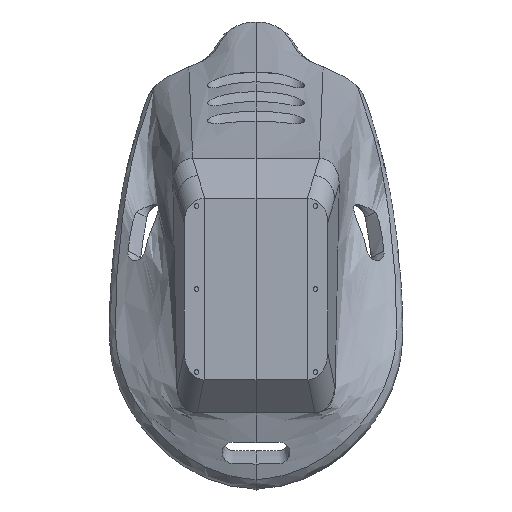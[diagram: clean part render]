
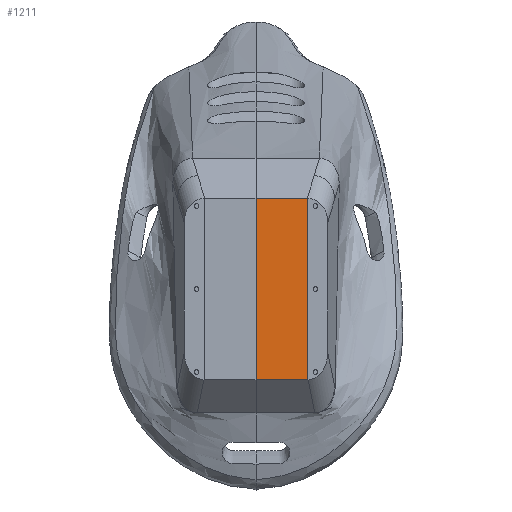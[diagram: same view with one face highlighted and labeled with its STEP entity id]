
A CAD part, front view. The second image highlights one B-rep face of the part: STEP entity #1211.
In plain terms, the highlighted planar face has unit normal (0, -1, 0).
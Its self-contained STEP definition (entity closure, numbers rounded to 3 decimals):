
#36=LINE('',#2453,#91);
#37=LINE('',#2457,#92);
#38=LINE('',#2459,#93);
#39=LINE('',#2460,#94);
#91=VECTOR('',#1335,304.802);
#92=VECTOR('',#1340,86.355);
#93=VECTOR('',#1341,304.8);
#94=VECTOR('',#1342,87.468);
#351=FACE_OUTER_BOUND('',#402,.T.);
#402=EDGE_LOOP('',(#835,#836,#837,#838));
#488=VERTEX_POINT('',#2450);
#489=VERTEX_POINT('',#2452);
#490=VERTEX_POINT('',#2456);
#491=VERTEX_POINT('',#2458);
#635=EDGE_CURVE('',#488,#489,#36,.T.);
#637=EDGE_CURVE('',#490,#488,#37,.T.);
#638=EDGE_CURVE('',#490,#491,#38,.T.);
#639=EDGE_CURVE('',#491,#489,#39,.T.);
#835=ORIENTED_EDGE('',*,*,#637,.F.);
#836=ORIENTED_EDGE('',*,*,#638,.T.);
#837=ORIENTED_EDGE('',*,*,#639,.T.);
#838=ORIENTED_EDGE('',*,*,#635,.F.);
#1194=PLANE('',#1286);
#1211=ADVANCED_FACE('',(#351),#1194,.T.);
#1286=AXIS2_PLACEMENT_3D('',#2455,#1338,#1339);
#1335=DIRECTION('',(0.004,0.,-1.));
#1338=DIRECTION('center_axis',(0.,-1.,0.));
#1339=DIRECTION('ref_axis',(0.,0.,-1.));
#1340=DIRECTION('',(1.,0.,0.));
#1341=DIRECTION('',(0.,0.,-1.));
#1342=DIRECTION('',(1.,0.,0.));
#2450=CARTESIAN_POINT('',(86.355,418.573,-1569.927));
#2452=CARTESIAN_POINT('',(87.468,418.573,-1874.727));
#2453=CARTESIAN_POINT('',(86.355,418.573,-1569.927));
#2455=CARTESIAN_POINT('Origin',(0.,418.573,-1569.927));
#2456=CARTESIAN_POINT('',(0.,418.573,-1569.927));
#2457=CARTESIAN_POINT('',(0.,418.573,-1569.927));
#2458=CARTESIAN_POINT('',(0.,418.573,-1874.727));
#2459=CARTESIAN_POINT('',(0.,418.573,-1569.927));
#2460=CARTESIAN_POINT('',(0.,418.573,-1874.727));
